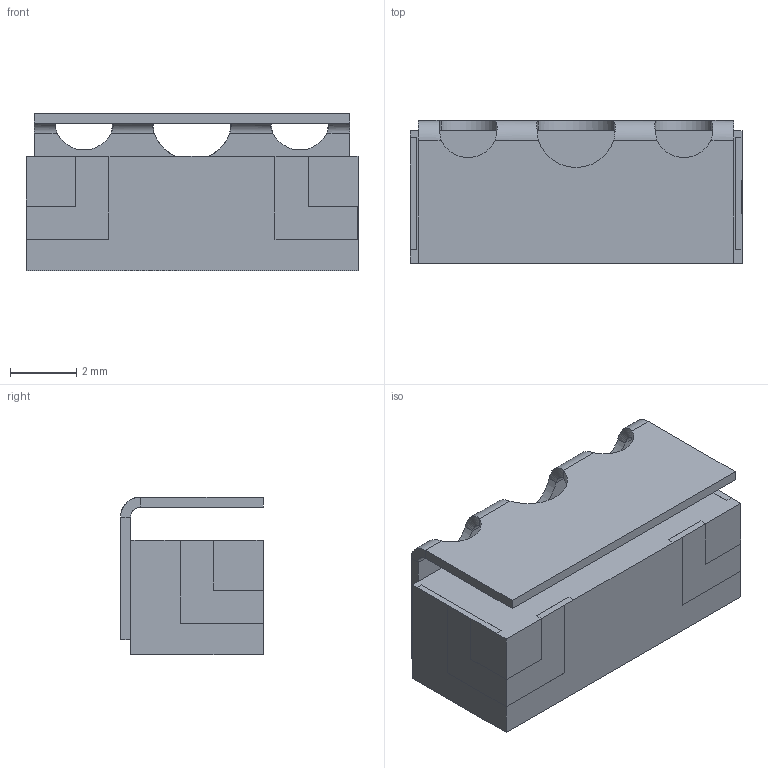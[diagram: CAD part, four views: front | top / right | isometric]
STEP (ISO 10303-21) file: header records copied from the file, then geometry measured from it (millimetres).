
FILE_DESCRIPTION(('STEP AP203'), '1');
FILE_NAME('ÍØÁÀ.434834.001-04.01_Ôèëüòð ÔÊÏ1-201-04-2,4-140', '', ('UNSPECIFIED'), ('UNSPECIFIED'), 'ASCON STEP Converter 1.6', 'ASCON Math Kernel', '');
FILE_SCHEMA(('CONFIG_CONTROL_DESIGN'));
Length unit declared in the file: millimetre
Products named in the file (1): НШБА.434834.001-04.01_Фильтр ФКП1-201-04-2,4-140
Bounding box: 10 x 4.3 x 4.75 mm (x, y, z)
Volume: 158.4 mm3; surface area: 271.7 mm2
Topology: 1 solids, 1 shells, 358 faces, 957 edges, 626 vertices
Faces by surface type: plane 250, bspline 88, cylinder 20
Entity records: 21924 total; most frequent: CARTESIAN_POINT 10812, ORIENTED_EDGE 1914, DIRECTION 1281, EDGE_CURVE 957, LINE 679, VECTOR 679, VERTEX_POINT 626, FACE_BOUND 389
